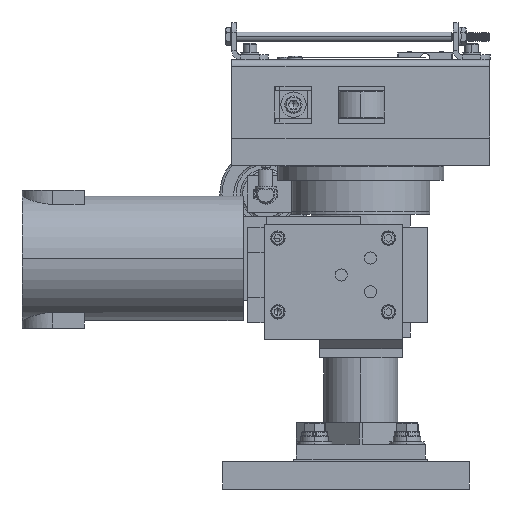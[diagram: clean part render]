
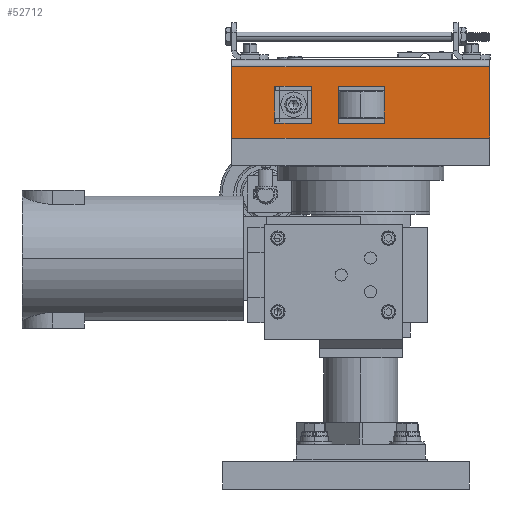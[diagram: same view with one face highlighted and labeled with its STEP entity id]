
A CAD part, left-side view. The second image highlights one B-rep face of the part: STEP entity #52712.
In plain terms, the highlighted planar face has unit normal (-1, 0, 0).
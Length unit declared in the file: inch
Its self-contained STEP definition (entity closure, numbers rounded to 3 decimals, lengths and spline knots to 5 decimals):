
#12 = EDGE_CURVE ( 'NONE', #38425, #40520, #19860, .T. ) ;
#1540 = VECTOR ( 'NONE', #58541, 39.37008 ) ;
#1673 = CARTESIAN_POINT ( 'NONE',  ( -2.2435, -0.406, 11.529 ) ) ;
#2900 = EDGE_LOOP ( 'NONE', ( #39257, #24566, #20155, #3520 ) ) ;
#2950 = VECTOR ( 'NONE', #66431, 39.37008 ) ;
#3520 = ORIENTED_EDGE ( 'NONE', *, *, #65363, .F. ) ;
#4532 = LINE ( 'NONE', #62693, #54373 ) ;
#4557 = LINE ( 'NONE', #7586, #19449 ) ;
#5637 = EDGE_CURVE ( 'NONE', #39579, #37661, #35321, .T. ) ;
#5715 = VECTOR ( 'NONE', #9198, 39.37008 ) ;
#6058 = EDGE_CURVE ( 'NONE', #35761, #13789, #4532, .T. ) ;
#6191 = VECTOR ( 'NONE', #25501, 39.37008 ) ;
#7365 = DIRECTION ( 'NONE',  ( 0., 0., 1. ) ) ;
#7586 = CARTESIAN_POINT ( 'NONE',  ( -2.2435, 1.928, 9.929 ) ) ;
#7964 = LINE ( 'NONE', #64642, #6191 ) ;
#9198 = DIRECTION ( 'NONE',  ( 0., 0., 1. ) ) ;
#9563 = EDGE_CURVE ( 'NONE', #20071, #19386, #60463, .T. ) ;
#12265 = ORIENTED_EDGE ( 'NONE', *, *, #67801, .F. ) ;
#12382 = LINE ( 'NONE', #19677, #55202 ) ;
#12742 = PLANE ( 'NONE',  #57296 ) ;
#13500 = CARTESIAN_POINT ( 'NONE',  ( -2.2435, -0.406, 11.469 ) ) ;
#13528 = ORIENTED_EDGE ( 'NONE', *, *, #41391, .F. ) ;
#13789 = VERTEX_POINT ( 'NONE', #50584 ) ;
#14773 = EDGE_CURVE ( 'NONE', #57156, #20071, #69710, .T. ) ;
#16425 = LINE ( 'NONE', #13500, #1540 ) ;
#16911 = FACE_OUTER_BOUND ( 'NONE', #32595, .T. ) ;
#17818 = CARTESIAN_POINT ( 'NONE',  ( -2.2435, 1.928, 9.929 ) ) ;
#19386 = VERTEX_POINT ( 'NONE', #17818 ) ;
#19449 = VECTOR ( 'NONE', #33028, 39.37008 ) ;
#19677 = CARTESIAN_POINT ( 'NONE',  ( -2.2435, -0.406, 9.529 ) ) ;
#19860 = LINE ( 'NONE', #27583, #29500 ) ;
#20071 = VERTEX_POINT ( 'NONE', #55744 ) ;
#20155 = ORIENTED_EDGE ( 'NONE', *, *, #14773, .F. ) ;
#21219 = ORIENTED_EDGE ( 'NONE', *, *, #6058, .F. ) ;
#21657 = CARTESIAN_POINT ( 'NONE',  ( -2.2435, 0.928, 9.929 ) ) ;
#21867 = CARTESIAN_POINT ( 'NONE',  ( -2.2435, 0.928, 10.929 ) ) ;
#24100 = CARTESIAN_POINT ( 'NONE',  ( -2.2435, 0.928, 9.929 ) ) ;
#24566 = ORIENTED_EDGE ( 'NONE', *, *, #9563, .F. ) ;
#24589 = ORIENTED_EDGE ( 'NONE', *, *, #40621, .T. ) ;
#24726 = ORIENTED_EDGE ( 'NONE', *, *, #5637, .T. ) ;
#24977 = VERTEX_POINT ( 'NONE', #69583 ) ;
#25283 = DIRECTION ( 'NONE',  ( 0., 1., 0. ) ) ;
#25501 = DIRECTION ( 'NONE',  ( 0., -1., 0. ) ) ;
#25994 = VERTEX_POINT ( 'NONE', #24100 ) ;
#26408 = DIRECTION ( 'NONE',  ( 0., 1., 0. ) ) ;
#26652 = CARTESIAN_POINT ( 'NONE',  ( -2.2435, -1.038, 10.929 ) ) ;
#27583 = CARTESIAN_POINT ( 'NONE',  ( -2.2435, -3.906, 9.529 ) ) ;
#28575 = CARTESIAN_POINT ( 'NONE',  ( -2.2435, 1.928, 10.929 ) ) ;
#29500 = VECTOR ( 'NONE', #35382, 39.37008 ) ;
#29559 = CARTESIAN_POINT ( 'NONE',  ( -2.2435, 3.094, 9.529 ) ) ;
#29599 = DIRECTION ( 'NONE',  ( 0., 0., -1. ) ) ;
#30498 = CARTESIAN_POINT ( 'NONE',  ( -2.2435, 0.212, 10.929 ) ) ;
#31804 = FACE_BOUND ( 'NONE', #2900, .T. ) ;
#32595 = EDGE_LOOP ( 'NONE', ( #24589, #24726, #68092, #62159 ) ) ;
#33028 = DIRECTION ( 'NONE',  ( 0., -1., 0. ) ) ;
#34816 = EDGE_CURVE ( 'NONE', #19386, #25994, #4557, .T. ) ;
#35321 = LINE ( 'NONE', #29559, #39599 ) ;
#35382 = DIRECTION ( 'NONE',  ( 0., 0., -1. ) ) ;
#35761 = VERTEX_POINT ( 'NONE', #30498 ) ;
#37661 = VERTEX_POINT ( 'NONE', #43082 ) ;
#37887 = DIRECTION ( 'NONE',  ( 0., 0., -1. ) ) ;
#38230 = LINE ( 'NONE', #65317, #66289 ) ;
#38425 = VERTEX_POINT ( 'NONE', #57796 ) ;
#38517 = EDGE_LOOP ( 'NONE', ( #56089, #21219, #13528, #12265 ) ) ;
#39257 = ORIENTED_EDGE ( 'NONE', *, *, #34816, .F. ) ;
#39579 = VERTEX_POINT ( 'NONE', #63393 ) ;
#39599 = VECTOR ( 'NONE', #58949, 39.37008 ) ;
#40520 = VERTEX_POINT ( 'NONE', #62632 ) ;
#40621 = EDGE_CURVE ( 'NONE', #38425, #39579, #16425, .T. ) ;
#40788 = DIRECTION ( 'NONE',  ( 1., 0., 0. ) ) ;
#41391 = EDGE_CURVE ( 'NONE', #41410, #35761, #38230, .T. ) ;
#41410 = VERTEX_POINT ( 'NONE', #26652 ) ;
#42584 = CARTESIAN_POINT ( 'NONE',  ( -2.2435, -1.038, 9.929 ) ) ;
#43082 = CARTESIAN_POINT ( 'NONE',  ( -2.2435, 3.094, 9.529 ) ) ;
#43772 = VECTOR ( 'NONE', #29599, 39.37008 ) ;
#45939 = EDGE_CURVE ( 'NONE', #40520, #37661, #12382, .T. ) ;
#46384 = CARTESIAN_POINT ( 'NONE',  ( -2.2435, 1.928, 9.929 ) ) ;
#47543 = LINE ( 'NONE', #21657, #2950 ) ;
#48553 = LINE ( 'NONE', #42584, #5715 ) ;
#50584 = CARTESIAN_POINT ( 'NONE',  ( -2.2435, 0.212, 9.929 ) ) ;
#51043 = DIRECTION ( 'NONE',  ( 0., 1., 0. ) ) ;
#52305 = EDGE_CURVE ( 'NONE', #13789, #24977, #7964, .T. ) ;
#52712 = ADVANCED_FACE ( 'NONE', ( #59744, #31804, #16911 ), #12742, .F. ) ;
#54373 = VECTOR ( 'NONE', #37887, 39.37008 ) ;
#54747 = VECTOR ( 'NONE', #51043, 39.37008 ) ;
#55202 = VECTOR ( 'NONE', #25283, 39.37008 ) ;
#55744 = CARTESIAN_POINT ( 'NONE',  ( -2.2435, 1.928, 10.929 ) ) ;
#56089 = ORIENTED_EDGE ( 'NONE', *, *, #52305, .F. ) ;
#57156 = VERTEX_POINT ( 'NONE', #21867 ) ;
#57296 = AXIS2_PLACEMENT_3D ( 'NONE', #1673, #40788, #7365 ) ;
#57796 = CARTESIAN_POINT ( 'NONE',  ( -2.2435, -3.906, 11.469 ) ) ;
#58541 = DIRECTION ( 'NONE',  ( 0., 1., 0. ) ) ;
#58949 = DIRECTION ( 'NONE',  ( 0., 0., -1. ) ) ;
#59744 = FACE_BOUND ( 'NONE', #38517, .T. ) ;
#60463 = LINE ( 'NONE', #46384, #43772 ) ;
#62159 = ORIENTED_EDGE ( 'NONE', *, *, #12, .F. ) ;
#62632 = CARTESIAN_POINT ( 'NONE',  ( -2.2435, -3.906, 9.529 ) ) ;
#62693 = CARTESIAN_POINT ( 'NONE',  ( -2.2435, 0.212, 9.929 ) ) ;
#63393 = CARTESIAN_POINT ( 'NONE',  ( -2.2435, 3.094, 11.469 ) ) ;
#64642 = CARTESIAN_POINT ( 'NONE',  ( -2.2435, 0.212, 9.929 ) ) ;
#65317 = CARTESIAN_POINT ( 'NONE',  ( -2.2435, 0.212, 10.929 ) ) ;
#65363 = EDGE_CURVE ( 'NONE', #25994, #57156, #47543, .T. ) ;
#66289 = VECTOR ( 'NONE', #26408, 39.37008 ) ;
#66431 = DIRECTION ( 'NONE',  ( 0., 0., 1. ) ) ;
#67801 = EDGE_CURVE ( 'NONE', #24977, #41410, #48553, .T. ) ;
#68092 = ORIENTED_EDGE ( 'NONE', *, *, #45939, .F. ) ;
#69583 = CARTESIAN_POINT ( 'NONE',  ( -2.2435, -1.038, 9.929 ) ) ;
#69710 = LINE ( 'NONE', #28575, #54747 ) ;
